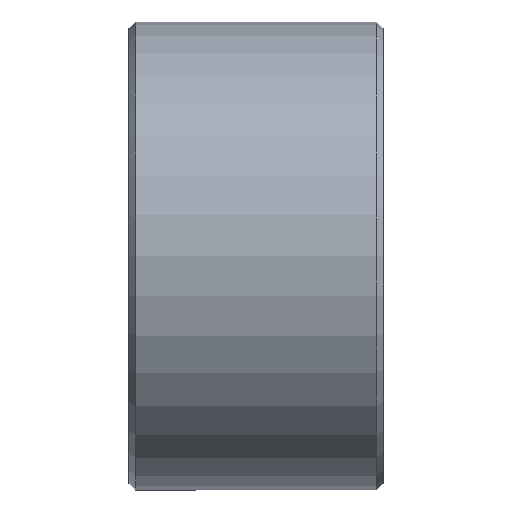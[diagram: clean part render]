
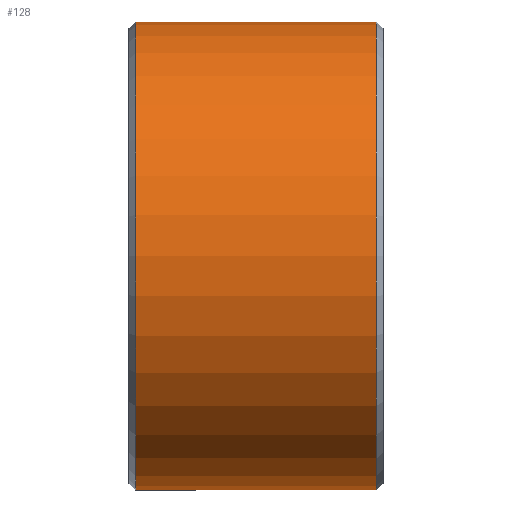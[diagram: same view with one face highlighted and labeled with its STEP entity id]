
A CAD part, top view. The second image highlights one B-rep face of the part: STEP entity #128.
In plain terms, the highlighted cylindrical face has radius 17.49 mm (diameter 34.98 mm), a partial arc.
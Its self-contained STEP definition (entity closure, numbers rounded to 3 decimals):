
#3 = DIRECTION ( 'NONE',  ( 1., 0., 0. ) ) ;
#6 = FACE_OUTER_BOUND ( 'NONE', #72, .T. ) ;
#12 = ORIENTED_EDGE ( 'NONE', *, *, #192, .T. ) ;
#29 = LINE ( 'NONE', #133, #41 ) ;
#37 = ORIENTED_EDGE ( 'NONE', *, *, #137, .F. ) ;
#39 = DIRECTION ( 'NONE',  ( 0., -1., 0. ) ) ;
#41 = VECTOR ( 'NONE', #3, 1000. ) ;
#59 = CARTESIAN_POINT ( 'NONE',  ( -9., 17.49, 0. ) ) ;
#60 = CYLINDRICAL_SURFACE ( 'NONE', #220, 17.49 ) ;
#65 = AXIS2_PLACEMENT_3D ( 'NONE', #147, #181, #39 ) ;
#72 = EDGE_LOOP ( 'NONE', ( #82, #12, #279, #37 ) ) ;
#73 = VECTOR ( 'NONE', #349, 1000. ) ;
#82 = ORIENTED_EDGE ( 'NONE', *, *, #334, .T. ) ;
#112 = DIRECTION ( 'NONE',  ( 1., 0., 0. ) ) ;
#125 = DIRECTION ( 'NONE',  ( 0., 1., 0. ) ) ;
#128 = ADVANCED_FACE ( 'NONE', ( #6 ), #60, .T. ) ;
#129 = CARTESIAN_POINT ( 'NONE',  ( -9.5, 0., 0. ) ) ;
#131 = DIRECTION ( 'NONE',  ( -1., 0., 0. ) ) ;
#133 = CARTESIAN_POINT ( 'NONE',  ( -9.5, -17.49, 0. ) ) ;
#137 = EDGE_CURVE ( 'NONE', #209, #299, #225, .T. ) ;
#141 = CIRCLE ( 'NONE', #270, 17.49 ) ;
#147 = CARTESIAN_POINT ( 'NONE',  ( -9., 0., 0. ) ) ;
#149 = CIRCLE ( 'NONE', #65, 17.49 ) ;
#150 = EDGE_CURVE ( 'NONE', #264, #299, #141, .T. ) ;
#167 = DIRECTION ( 'NONE',  ( 0., -1., 0. ) ) ;
#168 = VERTEX_POINT ( 'NONE', #193 ) ;
#181 = DIRECTION ( 'NONE',  ( 1., 0., 0. ) ) ;
#192 = EDGE_CURVE ( 'NONE', #168, #264, #29, .T. ) ;
#193 = CARTESIAN_POINT ( 'NONE',  ( -9., -17.49, 0. ) ) ;
#198 = CARTESIAN_POINT ( 'NONE',  ( 9., 0., 0. ) ) ;
#204 = CARTESIAN_POINT ( 'NONE',  ( -9.5, 17.49, 0. ) ) ;
#207 = CARTESIAN_POINT ( 'NONE',  ( 9., -17.49, 0. ) ) ;
#209 = VERTEX_POINT ( 'NONE', #59 ) ;
#220 = AXIS2_PLACEMENT_3D ( 'NONE', #129, #112, #125 ) ;
#225 = LINE ( 'NONE', #204, #73 ) ;
#264 = VERTEX_POINT ( 'NONE', #207 ) ;
#270 = AXIS2_PLACEMENT_3D ( 'NONE', #198, #131, #167 ) ;
#279 = ORIENTED_EDGE ( 'NONE', *, *, #150, .T. ) ;
#299 = VERTEX_POINT ( 'NONE', #336 ) ;
#334 = EDGE_CURVE ( 'NONE', #209, #168, #149, .T. ) ;
#336 = CARTESIAN_POINT ( 'NONE',  ( 9., 17.49, 0. ) ) ;
#349 = DIRECTION ( 'NONE',  ( 1., 0., 0. ) ) ;
